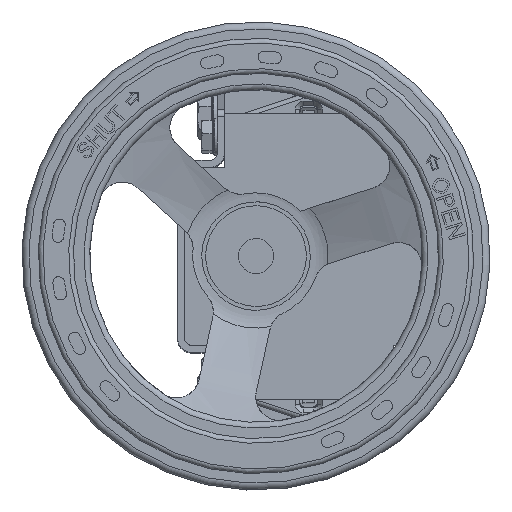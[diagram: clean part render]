
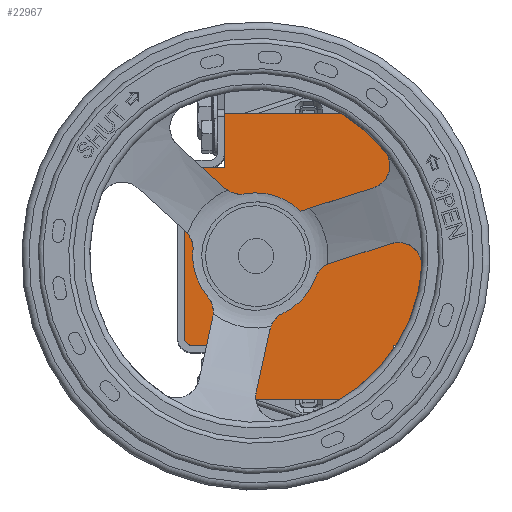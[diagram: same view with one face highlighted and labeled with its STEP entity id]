
A CAD part, top view. The second image highlights one B-rep face of the part: STEP entity #22967.
In plain terms, the highlighted planar face has unit normal (0, 0, 1).
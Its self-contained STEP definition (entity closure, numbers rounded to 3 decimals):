
#1279=FACE_BOUND('',#8302,.T.);
#1749=PLANE('',#25064);
#3148=LINE('',#40825,#4955);
#3151=LINE('',#40830,#4958);
#3153=LINE('',#40834,#4960);
#3155=LINE('',#40838,#4962);
#3157=LINE('',#40842,#4964);
#3159=LINE('',#40846,#4966);
#3161=LINE('',#40850,#4968);
#3163=LINE('',#40854,#4970);
#3165=LINE('',#40858,#4972);
#3167=LINE('',#40862,#4974);
#3169=LINE('',#40866,#4976);
#3171=LINE('',#40870,#4978);
#3173=LINE('',#40874,#4980);
#3175=LINE('',#40878,#4982);
#3177=LINE('',#40882,#4984);
#3179=LINE('',#40885,#4986);
#4955=VECTOR('',#29826,10.);
#4958=VECTOR('',#29831,10.);
#4960=VECTOR('',#29835,10.);
#4962=VECTOR('',#29839,10.);
#4964=VECTOR('',#29843,10.);
#4966=VECTOR('',#29847,10.);
#4968=VECTOR('',#29851,10.);
#4970=VECTOR('',#29855,10.);
#4972=VECTOR('',#29859,10.);
#4974=VECTOR('',#29863,10.);
#4976=VECTOR('',#29867,10.);
#4978=VECTOR('',#29871,10.);
#4980=VECTOR('',#29875,10.);
#4982=VECTOR('',#29879,10.);
#4984=VECTOR('',#29883,10.);
#4986=VECTOR('',#29887,10.);
#6854=FACE_OUTER_BOUND('',#8301,.T.);
#8301=EDGE_LOOP('',(#19828,#19829,#19830,#19831,#19832,#19833,#19834,#19835,
#19836,#19837,#19838,#19839,#19840,#19841,#19842,#19843));
#8302=EDGE_LOOP('',(#19844));
#9417=CIRCLE('',#25040,8.);
#11162=VERTEX_POINT('',#40774);
#11183=VERTEX_POINT('',#40823);
#11184=VERTEX_POINT('',#40824);
#11185=VERTEX_POINT('',#40829);
#11186=VERTEX_POINT('',#40833);
#11187=VERTEX_POINT('',#40837);
#11188=VERTEX_POINT('',#40841);
#11189=VERTEX_POINT('',#40845);
#11190=VERTEX_POINT('',#40849);
#11191=VERTEX_POINT('',#40853);
#11192=VERTEX_POINT('',#40857);
#11193=VERTEX_POINT('',#40861);
#11194=VERTEX_POINT('',#40865);
#11195=VERTEX_POINT('',#40869);
#11196=VERTEX_POINT('',#40873);
#11197=VERTEX_POINT('',#40877);
#11198=VERTEX_POINT('',#40881);
#14137=EDGE_CURVE('',#11162,#11162,#9417,.T.);
#14161=EDGE_CURVE('',#11183,#11184,#3148,.T.);
#14164=EDGE_CURVE('',#11184,#11185,#3151,.T.);
#14166=EDGE_CURVE('',#11185,#11186,#3153,.T.);
#14168=EDGE_CURVE('',#11186,#11187,#3155,.T.);
#14170=EDGE_CURVE('',#11187,#11188,#3157,.T.);
#14172=EDGE_CURVE('',#11188,#11189,#3159,.T.);
#14174=EDGE_CURVE('',#11189,#11190,#3161,.T.);
#14176=EDGE_CURVE('',#11190,#11191,#3163,.T.);
#14178=EDGE_CURVE('',#11191,#11192,#3165,.T.);
#14180=EDGE_CURVE('',#11192,#11193,#3167,.T.);
#14182=EDGE_CURVE('',#11193,#11194,#3169,.T.);
#14184=EDGE_CURVE('',#11194,#11195,#3171,.T.);
#14186=EDGE_CURVE('',#11195,#11196,#3173,.T.);
#14188=EDGE_CURVE('',#11196,#11197,#3175,.T.);
#14190=EDGE_CURVE('',#11197,#11198,#3177,.T.);
#14192=EDGE_CURVE('',#11198,#11183,#3179,.T.);
#19828=ORIENTED_EDGE('',*,*,#14161,.F.);
#19829=ORIENTED_EDGE('',*,*,#14192,.F.);
#19830=ORIENTED_EDGE('',*,*,#14190,.F.);
#19831=ORIENTED_EDGE('',*,*,#14188,.F.);
#19832=ORIENTED_EDGE('',*,*,#14186,.F.);
#19833=ORIENTED_EDGE('',*,*,#14184,.F.);
#19834=ORIENTED_EDGE('',*,*,#14182,.F.);
#19835=ORIENTED_EDGE('',*,*,#14180,.F.);
#19836=ORIENTED_EDGE('',*,*,#14178,.F.);
#19837=ORIENTED_EDGE('',*,*,#14176,.F.);
#19838=ORIENTED_EDGE('',*,*,#14174,.F.);
#19839=ORIENTED_EDGE('',*,*,#14172,.F.);
#19840=ORIENTED_EDGE('',*,*,#14170,.F.);
#19841=ORIENTED_EDGE('',*,*,#14168,.F.);
#19842=ORIENTED_EDGE('',*,*,#14166,.F.);
#19843=ORIENTED_EDGE('',*,*,#14164,.F.);
#19844=ORIENTED_EDGE('',*,*,#14137,.T.);
#22967=ADVANCED_FACE('',(#6854,#1279),#1749,.T.);
#25040=AXIS2_PLACEMENT_3D('',#40775,#29789,#29790);
#25064=AXIS2_PLACEMENT_3D('',#40886,#29888,#29889);
#29789=DIRECTION('center_axis',(0.,0.,-1.));
#29790=DIRECTION('ref_axis',(-1.,0.,0.));
#29826=DIRECTION('',(-0.707,-0.707,0.));
#29831=DIRECTION('',(-1.,0.,0.));
#29835=DIRECTION('',(-0.707,0.707,0.));
#29839=DIRECTION('',(0.,1.,0.));
#29843=DIRECTION('',(-1.,0.,0.));
#29847=DIRECTION('',(0.,1.,0.));
#29851=DIRECTION('',(1.,0.,0.));
#29855=DIRECTION('',(0.,1.,0.));
#29859=DIRECTION('',(0.707,0.707,0.));
#29863=DIRECTION('',(1.,0.,0.));
#29867=DIRECTION('',(0.707,-0.707,0.));
#29871=DIRECTION('',(0.,-1.,0.));
#29875=DIRECTION('',(1.,0.,0.));
#29879=DIRECTION('',(0.,-1.,0.));
#29883=DIRECTION('',(-1.,0.,0.));
#29887=DIRECTION('',(0.,-1.,0.));
#29888=DIRECTION('center_axis',(0.,0.,1.));
#29889=DIRECTION('ref_axis',(1.,0.,0.));
#40774=CARTESIAN_POINT('',(8.,22.5,10.));
#40775=CARTESIAN_POINT('Origin',(0.,22.5,10.));
#40823=CARTESIAN_POINT('',(38.,-51.,10.));
#40824=CARTESIAN_POINT('',(36.,-53.,10.));
#40825=CARTESIAN_POINT('',(38.,-51.,10.));
#40829=CARTESIAN_POINT('',(-36.,-53.,10.));
#40830=CARTESIAN_POINT('',(36.,-53.,10.));
#40833=CARTESIAN_POINT('',(-38.,-51.,10.));
#40834=CARTESIAN_POINT('',(-36.,-53.,10.));
#40837=CARTESIAN_POINT('',(-38.,-36.,10.));
#40838=CARTESIAN_POINT('',(-38.,-51.,10.));
#40841=CARTESIAN_POINT('',(-61.,-36.,10.));
#40842=CARTESIAN_POINT('',(-38.,-36.,10.));
#40845=CARTESIAN_POINT('',(-61.,36.,10.));
#40846=CARTESIAN_POINT('',(-61.,-36.,10.));
#40849=CARTESIAN_POINT('',(-38.,36.,10.));
#40850=CARTESIAN_POINT('',(-61.,36.,10.));
#40853=CARTESIAN_POINT('',(-38.,51.,10.));
#40854=CARTESIAN_POINT('',(-38.,36.,10.));
#40857=CARTESIAN_POINT('',(-36.,53.,10.));
#40858=CARTESIAN_POINT('',(-38.,51.,10.));
#40861=CARTESIAN_POINT('',(36.,53.,10.));
#40862=CARTESIAN_POINT('',(-36.,53.,10.));
#40865=CARTESIAN_POINT('',(38.,51.,10.));
#40866=CARTESIAN_POINT('',(36.,53.,10.));
#40869=CARTESIAN_POINT('',(38.,36.,10.));
#40870=CARTESIAN_POINT('',(38.,51.,10.));
#40873=CARTESIAN_POINT('',(61.,36.,10.));
#40874=CARTESIAN_POINT('',(38.,36.,10.));
#40877=CARTESIAN_POINT('',(61.,-36.,10.));
#40878=CARTESIAN_POINT('',(61.,36.,10.));
#40881=CARTESIAN_POINT('',(38.,-36.,10.));
#40882=CARTESIAN_POINT('',(61.,-36.,10.));
#40885=CARTESIAN_POINT('',(38.,-36.,10.));
#40886=CARTESIAN_POINT('Origin',(0.,0.,
10.));
